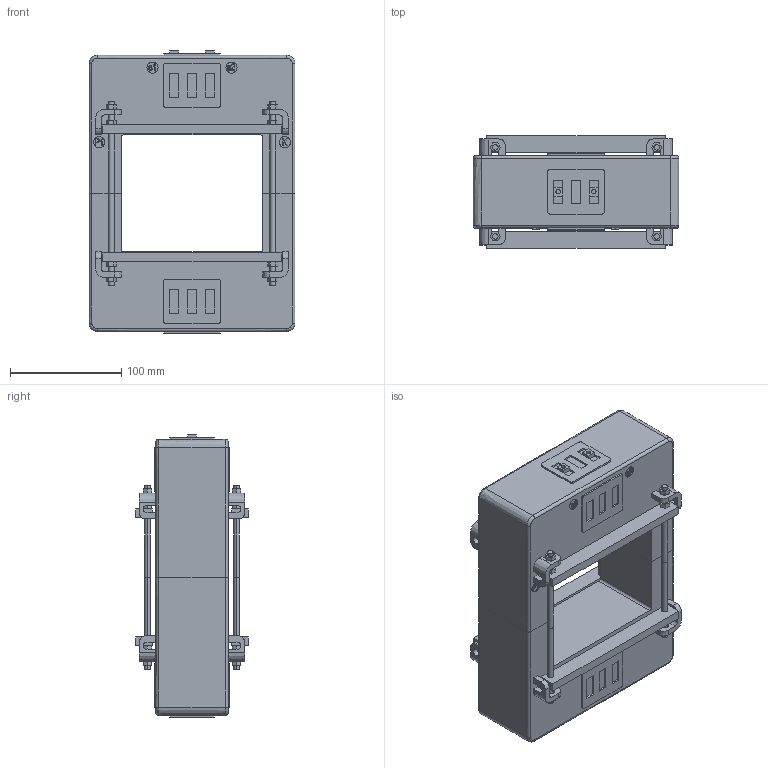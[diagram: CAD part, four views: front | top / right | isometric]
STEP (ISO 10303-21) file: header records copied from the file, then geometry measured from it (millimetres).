
FILE_DESCRIPTION(/* description */ (''),/* implementation_level */ '2;1');
FILE_NAME(/* name */ 'TAT129',/* time_stamp */ '2011-06-08T08:45:50+02:00',/* author */ (''),/* organization */ (''),/* preprocessor_version */ 'ST-DEVELOPER v8',/* originating_system */ '',/* authorisation */ '');
FILE_SCHEMA (('CONFIG_CONTROL_DESIGN'));
Length unit declared in the file: millimetre
Products named in the file (1): 1
Bounding box: 185 x 101 x 253.5 mm (x, y, z)
Volume: 2231513.5 mm3; surface area: 236720.5 mm2
Topology: 53 solids, 53 shells, 662 faces, 1640 edges, 1088 vertices
Faces by surface type: bspline 662
Entity records: 24584 total; most frequent: CARTESIAN_POINT 14270, ORIENTED_EDGE 3280, EDGE_CURVE 1640, B_SPLINE_CURVE_WITH_KNOTS 1432, VERTEX_POINT 1114, EDGE_LOOP 756, ADVANCED_FACE 662, FACE_OUTER_BOUND 662
